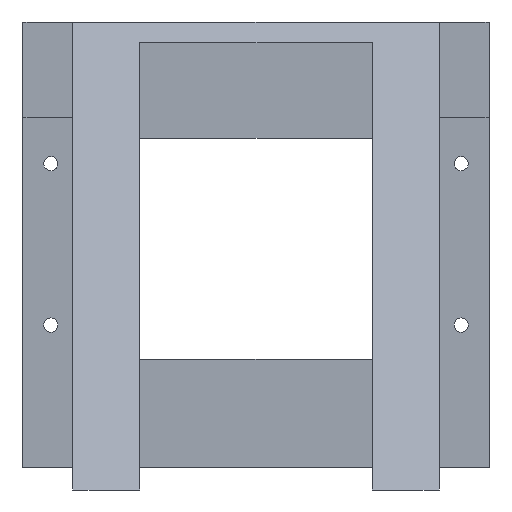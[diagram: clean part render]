
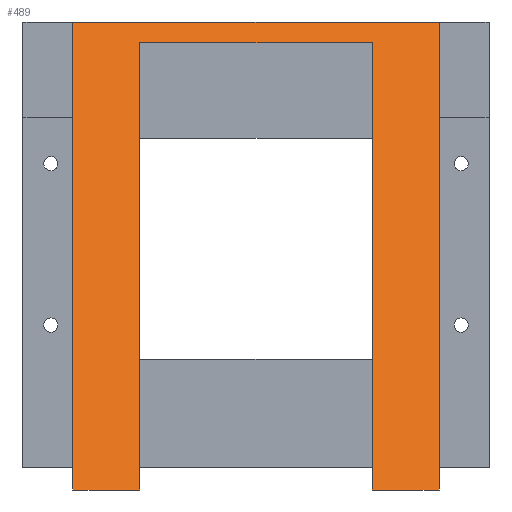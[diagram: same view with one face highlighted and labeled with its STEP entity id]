
A CAD part, left-side view. The second image highlights one B-rep face of the part: STEP entity #489.
In plain terms, the highlighted planar face has unit normal (-0.866, 0, 0.5).
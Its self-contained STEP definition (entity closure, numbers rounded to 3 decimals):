
#37=FACE_OUTER_BOUND('',#63,.T.);
#63=EDGE_LOOP('',(#331,#332,#333,#334,#335,#336,#337,#338));
#99=LINE('',#685,#159);
#100=LINE('',#687,#160);
#101=LINE('',#689,#161);
#102=LINE('',#691,#162);
#103=LINE('',#693,#163);
#104=LINE('',#695,#164);
#105=LINE('',#697,#165);
#106=LINE('',#698,#166);
#159=VECTOR('',#555,10.);
#160=VECTOR('',#556,10.);
#161=VECTOR('',#557,10.);
#162=VECTOR('',#558,10.);
#163=VECTOR('',#559,10.);
#164=VECTOR('',#560,10.);
#165=VECTOR('',#561,10.);
#166=VECTOR('',#562,10.);
#219=VERTEX_POINT('',#683);
#220=VERTEX_POINT('',#684);
#221=VERTEX_POINT('',#686);
#222=VERTEX_POINT('',#688);
#223=VERTEX_POINT('',#690);
#224=VERTEX_POINT('',#692);
#225=VERTEX_POINT('',#694);
#226=VERTEX_POINT('',#696);
#263=EDGE_CURVE('',#219,#220,#99,.T.);
#264=EDGE_CURVE('',#220,#221,#100,.T.);
#265=EDGE_CURVE('',#221,#222,#101,.T.);
#266=EDGE_CURVE('',#222,#223,#102,.T.);
#267=EDGE_CURVE('',#223,#224,#103,.T.);
#268=EDGE_CURVE('',#224,#225,#104,.T.);
#269=EDGE_CURVE('',#225,#226,#105,.T.);
#270=EDGE_CURVE('',#226,#219,#106,.T.);
#331=ORIENTED_EDGE('',*,*,#263,.T.);
#332=ORIENTED_EDGE('',*,*,#264,.T.);
#333=ORIENTED_EDGE('',*,*,#265,.T.);
#334=ORIENTED_EDGE('',*,*,#266,.T.);
#335=ORIENTED_EDGE('',*,*,#267,.T.);
#336=ORIENTED_EDGE('',*,*,#268,.T.);
#337=ORIENTED_EDGE('',*,*,#269,.T.);
#338=ORIENTED_EDGE('',*,*,#270,.T.);
#467=PLANE('',#517);
#489=ADVANCED_FACE('',(#37),#467,.T.);
#517=AXIS2_PLACEMENT_3D('',#682,#553,#554);
#553=DIRECTION('center_axis',(-0.866,0.,0.5));
#554=DIRECTION('ref_axis',(-0.5,0.,-0.866));
#555=DIRECTION('',(0.,-1.,0.));
#556=DIRECTION('',(-0.5,0.,-0.866));
#557=DIRECTION('',(0.,-1.,0.));
#558=DIRECTION('',(0.5,0.,0.866));
#559=DIRECTION('',(0.,1.,0.));
#560=DIRECTION('',(-0.5,0.,-0.866));
#561=DIRECTION('',(0.,-1.,0.));
#562=DIRECTION('',(0.5,0.,0.866));
#682=CARTESIAN_POINT('Origin',(-3.884,28.843,16.495));
#683=CARTESIAN_POINT('',(-5.336,14.81,13.979));
#684=CARTESIAN_POINT('',(-5.336,-13.19,13.979));
#685=CARTESIAN_POINT('',(-5.336,14.826,13.979));
#686=CARTESIAN_POINT('',(-36.384,-13.19,-39.797));
#687=CARTESIAN_POINT('',(-16.316,-13.19,-5.039));
#688=CARTESIAN_POINT('',(-36.384,-21.223,-39.797));
#689=CARTESIAN_POINT('',(-36.384,28.843,-39.797));
#690=CARTESIAN_POINT('',(-3.884,-21.223,16.495));
#691=CARTESIAN_POINT('',(-19.304,-21.223,-10.214));
#692=CARTESIAN_POINT('',(-3.884,22.843,16.495));
#693=CARTESIAN_POINT('',(-3.884,33.,16.495));
#694=CARTESIAN_POINT('',(-36.384,22.843,-39.797));
#695=CARTESIAN_POINT('',(-20.134,22.843,-11.651));
#696=CARTESIAN_POINT('',(-36.384,14.81,-39.797));
#697=CARTESIAN_POINT('',(-36.384,28.843,-39.797));
#698=CARTESIAN_POINT('',(-16.253,14.81,-4.929));
